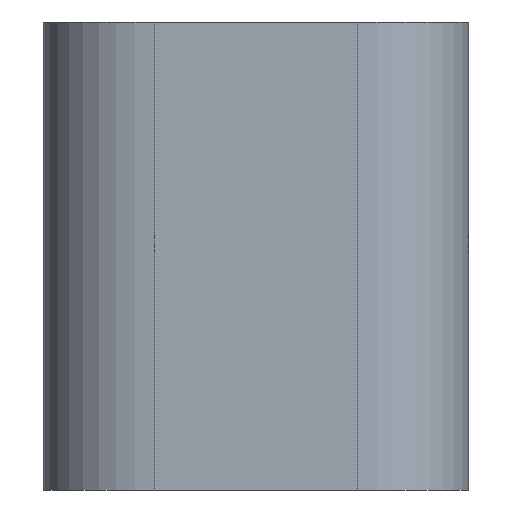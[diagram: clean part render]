
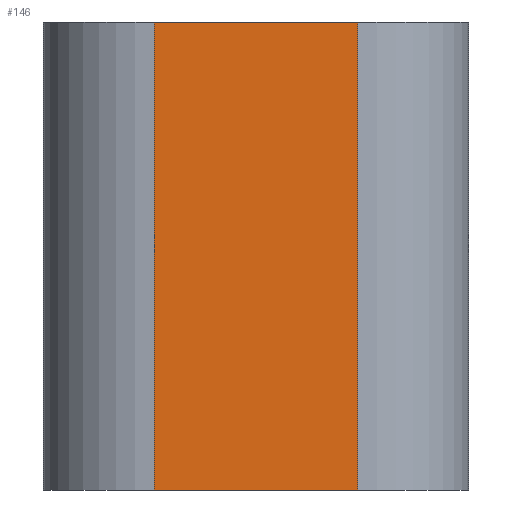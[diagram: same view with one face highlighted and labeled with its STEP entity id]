
A CAD part, front view. The second image highlights one B-rep face of the part: STEP entity #146.
In plain terms, the highlighted planar face has unit normal (0, -1, 0).
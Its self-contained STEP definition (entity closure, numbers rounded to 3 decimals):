
#32 = VECTOR ( 'NONE', #235, 1000. ) ;
#101 = CARTESIAN_POINT ( 'NONE',  ( -5.75, -16.5, 12.65 ) ) ;
#140 = ORIENTED_EDGE ( 'NONE', *, *, #569, .T. ) ;
#146 = ADVANCED_FACE ( 'NONE', ( #264 ), #331, .F. ) ;
#170 = DIRECTION ( 'NONE',  ( 0., 0., -1. ) ) ;
#191 = VERTEX_POINT ( 'NONE', #495 ) ;
#207 = VERTEX_POINT ( 'NONE', #467 ) ;
#235 = DIRECTION ( 'NONE',  ( 1., 0., 0. ) ) ;
#247 = CARTESIAN_POINT ( 'NONE',  ( -5.75, -16.5, 12.65 ) ) ;
#264 = FACE_OUTER_BOUND ( 'NONE', #601, .T. ) ;
#271 = VERTEX_POINT ( 'NONE', #401 ) ;
#330 = DIRECTION ( 'NONE',  ( 0., 1., 0. ) ) ;
#331 = PLANE ( 'NONE',  #599 ) ;
#339 = ORIENTED_EDGE ( 'NONE', *, *, #673, .T. ) ;
#388 = DIRECTION ( 'NONE',  ( 0., 0., 1. ) ) ;
#400 = CARTESIAN_POINT ( 'NONE',  ( 2.75, -16.5, 12.65 ) ) ;
#401 = CARTESIAN_POINT ( 'NONE',  ( 2.75, -16.5, 12.65 ) ) ;
#416 = DIRECTION ( 'NONE',  ( 1., 0., 0. ) ) ;
#419 = VERTEX_POINT ( 'NONE', #671 ) ;
#443 = VECTOR ( 'NONE', #552, 1000. ) ;
#449 = VECTOR ( 'NONE', #416, 1000. ) ;
#454 = ORIENTED_EDGE ( 'NONE', *, *, #522, .F. ) ;
#461 = LINE ( 'NONE', #400, #443 ) ;
#467 = CARTESIAN_POINT ( 'NONE',  ( 2.75, -16.5, 0. ) ) ;
#495 = CARTESIAN_POINT ( 'NONE',  ( -2.75, -16.5, 0. ) ) ;
#504 = CARTESIAN_POINT ( 'NONE',  ( -2.75, -16.5, 12.65 ) ) ;
#522 = EDGE_CURVE ( 'NONE', #419, #271, #691, .T. ) ;
#542 = LINE ( 'NONE', #548, #32 ) ;
#548 = CARTESIAN_POINT ( 'NONE',  ( -5.75, -16.5, 0. ) ) ;
#552 = DIRECTION ( 'NONE',  ( 0., 0., 1. ) ) ;
#566 = LINE ( 'NONE', #504, #613 ) ;
#569 = EDGE_CURVE ( 'NONE', #191, #207, #542, .T. ) ;
#599 = AXIS2_PLACEMENT_3D ( 'NONE', #101, #330, #388 ) ;
#601 = EDGE_LOOP ( 'NONE', ( #140, #642, #454, #339 ) ) ;
#613 = VECTOR ( 'NONE', #170, 1000. ) ;
#642 = ORIENTED_EDGE ( 'NONE', *, *, #686, .T. ) ;
#671 = CARTESIAN_POINT ( 'NONE',  ( -2.75, -16.5, 12.65 ) ) ;
#673 = EDGE_CURVE ( 'NONE', #419, #191, #566, .T. ) ;
#686 = EDGE_CURVE ( 'NONE', #207, #271, #461, .T. ) ;
#691 = LINE ( 'NONE', #247, #449 ) ;
